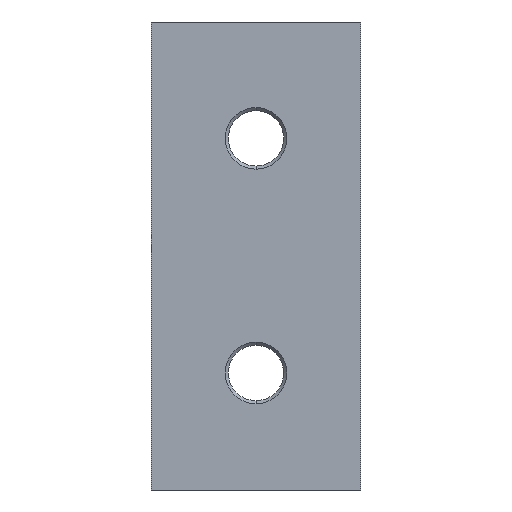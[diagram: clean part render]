
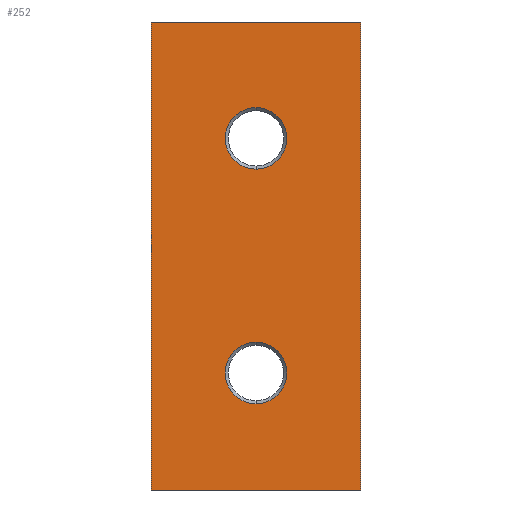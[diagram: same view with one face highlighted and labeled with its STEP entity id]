
A CAD part, front view. The second image highlights one B-rep face of the part: STEP entity #252.
In plain terms, the highlighted planar face has unit normal (0, -1, 0).
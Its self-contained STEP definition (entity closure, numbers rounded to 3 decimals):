
#15 = DIRECTION ( 'NONE',  ( 0., 0., 1. ) ) ;
#19 = ORIENTED_EDGE ( 'NONE', *, *, #968, .F. ) ;
#20 = DIRECTION ( 'NONE',  ( 0., 0., -1. ) ) ;
#25 = LINE ( 'NONE', #403, #634 ) ;
#35 = ORIENTED_EDGE ( 'NONE', *, *, #748, .T. ) ;
#91 = CARTESIAN_POINT ( 'NONE',  ( 0., 0., 62.1 ) ) ;
#104 = VERTEX_POINT ( 'NONE', #900 ) ;
#126 = CARTESIAN_POINT ( 'NONE',  ( 0., 0., 52.1 ) ) ;
#129 = CARTESIAN_POINT ( 'NONE',  ( 0., 0., 24. ) ) ;
#138 = DIRECTION ( 'NONE',  ( 0., 0., 1. ) ) ;
#151 = VECTOR ( 'NONE', #173, 1000. ) ;
#173 = DIRECTION ( 'NONE',  ( -1., 0., 0. ) ) ;
#181 = LINE ( 'NONE', #818, #395 ) ;
#214 = DIRECTION ( 'NONE',  ( 0., 1., 0. ) ) ;
#218 = DIRECTION ( 'NONE',  ( 0., 0., 1. ) ) ;
#232 = FACE_BOUND ( 'NONE', #635, .T. ) ;
#252 = ADVANCED_FACE ( 'NONE', ( #933, #232, #852 ), #562, .F. ) ;
#271 = AXIS2_PLACEMENT_3D ( 'NONE', #337, #906, #415 ) ;
#277 = CARTESIAN_POINT ( 'NONE',  ( 0., 0., 14. ) ) ;
#280 = AXIS2_PLACEMENT_3D ( 'NONE', #994, #492, #15 ) ;
#283 = DIRECTION ( 'NONE',  ( 0., 1., 0. ) ) ;
#287 = CARTESIAN_POINT ( 'NONE',  ( 0., 0., 19. ) ) ;
#325 = AXIS2_PLACEMENT_3D ( 'NONE', #454, #214, #138 ) ;
#337 = CARTESIAN_POINT ( 'NONE',  ( 0., 0., 19. ) ) ;
#361 = ORIENTED_EDGE ( 'NONE', *, *, #931, .T. ) ;
#369 = AXIS2_PLACEMENT_3D ( 'NONE', #287, #283, #218 ) ;
#377 = LINE ( 'NONE', #654, #1040 ) ;
#387 = EDGE_LOOP ( 'NONE', ( #404, #361 ) ) ;
#395 = VECTOR ( 'NONE', #20, 1000. ) ;
#403 = CARTESIAN_POINT ( 'NONE',  ( 17., 0., 76. ) ) ;
#404 = ORIENTED_EDGE ( 'NONE', *, *, #808, .T. ) ;
#415 = DIRECTION ( 'NONE',  ( 0., 0., 1. ) ) ;
#454 = CARTESIAN_POINT ( 'NONE',  ( 0., 0., 57.1 ) ) ;
#492 = DIRECTION ( 'NONE',  ( 0., 1., 0. ) ) ;
#496 = VERTEX_POINT ( 'NONE', #126 ) ;
#498 = CARTESIAN_POINT ( 'NONE',  ( 17., 0., 0. ) ) ;
#500 = DIRECTION ( 'NONE',  ( 0., 0., 1. ) ) ;
#562 = PLANE ( 'NONE',  #583 ) ;
#579 = CARTESIAN_POINT ( 'NONE',  ( 17., 0., 76. ) ) ;
#583 = AXIS2_PLACEMENT_3D ( 'NONE', #579, #649, #500 ) ;
#613 = LINE ( 'NONE', #498, #151 ) ;
#614 = VERTEX_POINT ( 'NONE', #129 ) ;
#621 = CARTESIAN_POINT ( 'NONE',  ( 17., 0., 0. ) ) ;
#625 = ORIENTED_EDGE ( 'NONE', *, *, #967, .F. ) ;
#634 = VECTOR ( 'NONE', #731, 1000. ) ;
#635 = EDGE_LOOP ( 'NONE', ( #35, #975 ) ) ;
#649 = DIRECTION ( 'NONE',  ( 0., 1., 0. ) ) ;
#654 = CARTESIAN_POINT ( 'NONE',  ( 17., 0., 76. ) ) ;
#688 = ORIENTED_EDGE ( 'NONE', *, *, #949, .T. ) ;
#731 = DIRECTION ( 'NONE',  ( -1., 0., 0. ) ) ;
#744 = DIRECTION ( 'NONE',  ( 0., 0., -1. ) ) ;
#748 = EDGE_CURVE ( 'NONE', #1061, #614, #793, .T. ) ;
#793 = CIRCLE ( 'NONE', #369, 5. ) ;
#806 = CARTESIAN_POINT ( 'NONE',  ( 17., 0., 76. ) ) ;
#808 = EDGE_CURVE ( 'NONE', #496, #959, #912, .T. ) ;
#818 = CARTESIAN_POINT ( 'NONE',  ( -17., 0., 76. ) ) ;
#828 = CIRCLE ( 'NONE', #271, 5. ) ;
#852 = FACE_OUTER_BOUND ( 'NONE', #895, .T. ) ;
#867 = VERTEX_POINT ( 'NONE', #621 ) ;
#892 = VERTEX_POINT ( 'NONE', #806 ) ;
#895 = EDGE_LOOP ( 'NONE', ( #688, #625, #19, #971 ) ) ;
#900 = CARTESIAN_POINT ( 'NONE',  ( -17., 0., 0. ) ) ;
#906 = DIRECTION ( 'NONE',  ( 0., 1., 0. ) ) ;
#912 = CIRCLE ( 'NONE', #325, 5. ) ;
#929 = EDGE_CURVE ( 'NONE', #892, #1007, #25, .T. ) ;
#931 = EDGE_CURVE ( 'NONE', #959, #496, #1064, .T. ) ;
#933 = FACE_BOUND ( 'NONE', #387, .T. ) ;
#937 = EDGE_CURVE ( 'NONE', #614, #1061, #828, .T. ) ;
#949 = EDGE_CURVE ( 'NONE', #1007, #104, #181, .T. ) ;
#959 = VERTEX_POINT ( 'NONE', #91 ) ;
#967 = EDGE_CURVE ( 'NONE', #867, #104, #613, .T. ) ;
#968 = EDGE_CURVE ( 'NONE', #892, #867, #377, .T. ) ;
#971 = ORIENTED_EDGE ( 'NONE', *, *, #929, .T. ) ;
#975 = ORIENTED_EDGE ( 'NONE', *, *, #937, .T. ) ;
#994 = CARTESIAN_POINT ( 'NONE',  ( 0., 0., 57.1 ) ) ;
#1007 = VERTEX_POINT ( 'NONE', #1009 ) ;
#1009 = CARTESIAN_POINT ( 'NONE',  ( -17., 0., 76. ) ) ;
#1040 = VECTOR ( 'NONE', #744, 1000. ) ;
#1061 = VERTEX_POINT ( 'NONE', #277 ) ;
#1064 = CIRCLE ( 'NONE', #280, 5. ) ;
